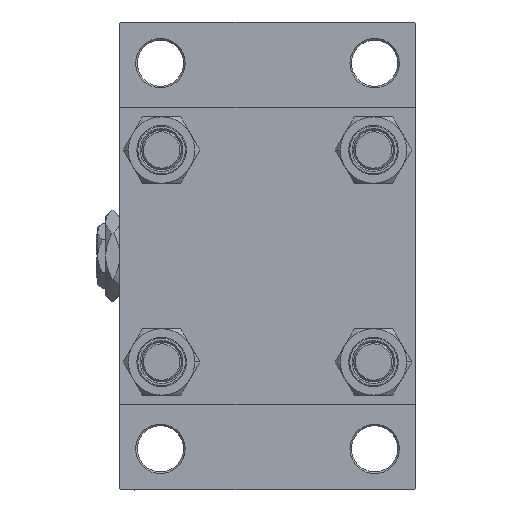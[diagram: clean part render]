
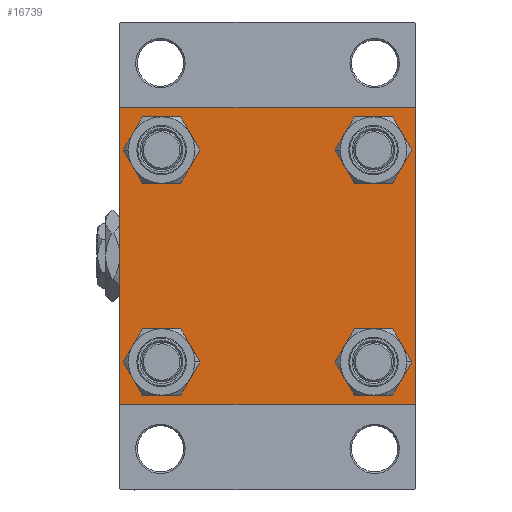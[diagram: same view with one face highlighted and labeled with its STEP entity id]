
A CAD part, left-side view. The second image highlights one B-rep face of the part: STEP entity #16739.
In plain terms, the highlighted planar face has unit normal (-1, 0, 0).
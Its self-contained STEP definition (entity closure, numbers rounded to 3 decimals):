
#538 = EDGE_LOOP ( 'NONE', ( #47938, #13054 ) ) ;
#895 = DIRECTION ( 'NONE',  ( 1., 0., 0. ) ) ;
#952 = CIRCLE ( 'NONE', #32052, 6.5 ) ;
#1495 = CARTESIAN_POINT ( 'NONE',  ( 0., -32.15, -32.15 ) ) ;
#1565 = CARTESIAN_POINT ( 'NONE',  ( 0., -32.15, 25.65 ) ) ;
#2676 = CARTESIAN_POINT ( 'NONE',  ( 0., -45., 44.5 ) ) ;
#3580 = DIRECTION ( 'NONE',  ( 1., 0., 0. ) ) ;
#3805 = EDGE_CURVE ( 'NONE', #4251, #46585, #19927, .T. ) ;
#4075 = DIRECTION ( 'NONE',  ( 0., -1., 0. ) ) ;
#4169 = VECTOR ( 'NONE', #42724, 1000. ) ;
#4251 = VERTEX_POINT ( 'NONE', #22965 ) ;
#4494 = DIRECTION ( 'NONE',  ( 1., 0., 0. ) ) ;
#4613 = ORIENTED_EDGE ( 'NONE', *, *, #10912, .T. ) ;
#4690 = CARTESIAN_POINT ( 'NONE',  ( 0., 45., 45. ) ) ;
#4790 = DIRECTION ( 'NONE',  ( 1., 0., 0. ) ) ;
#4834 = CARTESIAN_POINT ( 'NONE',  ( 0., 45., -45. ) ) ;
#4864 = EDGE_CURVE ( 'NONE', #34616, #44184, #8429, .T. ) ;
#5030 = DIRECTION ( 'NONE',  ( 0., -0.707, -0.707 ) ) ;
#5034 = DIRECTION ( 'NONE',  ( 0., 0., 1. ) ) ;
#6085 = AXIS2_PLACEMENT_3D ( 'NONE', #22303, #3580, #26805 ) ;
#6284 = CARTESIAN_POINT ( 'NONE',  ( 0., 45., -44.5 ) ) ;
#6482 = EDGE_CURVE ( 'NONE', #21910, #32002, #17080, .T. ) ;
#6615 = CARTESIAN_POINT ( 'NONE',  ( 0., -44.5, 45. ) ) ;
#6681 = AXIS2_PLACEMENT_3D ( 'NONE', #19867, #895, #33095 ) ;
#6756 = CARTESIAN_POINT ( 'NONE',  ( 0., 32.15, -25.65 ) ) ;
#7055 = AXIS2_PLACEMENT_3D ( 'NONE', #25379, #29378, #47888 ) ;
#7746 = VERTEX_POINT ( 'NONE', #1565 ) ;
#8185 = LINE ( 'NONE', #31179, #37862 ) ;
#8233 = CARTESIAN_POINT ( 'NONE',  ( 0., -44.75, -44.75 ) ) ;
#8429 = LINE ( 'NONE', #4690, #27018 ) ;
#8451 = CARTESIAN_POINT ( 'NONE',  ( 0., 32.15, 38.65 ) ) ;
#8841 = PLANE ( 'NONE',  #10573 ) ;
#8927 = CARTESIAN_POINT ( 'NONE',  ( 0., 44.5, 45. ) ) ;
#10573 = AXIS2_PLACEMENT_3D ( 'NONE', #21055, #24070, #39316 ) ;
#10912 = EDGE_CURVE ( 'NONE', #34616, #27006, #38282, .T. ) ;
#11767 = DIRECTION ( 'NONE',  ( 1., 0., 0. ) ) ;
#12092 = LINE ( 'NONE', #23587, #33245 ) ;
#12324 = DIRECTION ( 'NONE',  ( 1., 0., 0. ) ) ;
#12516 = EDGE_CURVE ( 'NONE', #20242, #7746, #36086, .T. ) ;
#12714 = VECTOR ( 'NONE', #20085, 1000. ) ;
#12828 = CARTESIAN_POINT ( 'NONE',  ( 0., -45., 45. ) ) ;
#13032 = CARTESIAN_POINT ( 'NONE',  ( 0., -32.15, -25.65 ) ) ;
#13054 = ORIENTED_EDGE ( 'NONE', *, *, #3805, .T. ) ;
#13776 = DIRECTION ( 'NONE',  ( 0., 0., 1. ) ) ;
#14028 = AXIS2_PLACEMENT_3D ( 'NONE', #23762, #11767, #30772 ) ;
#14768 = ORIENTED_EDGE ( 'NONE', *, *, #25182, .T. ) ;
#14967 = ORIENTED_EDGE ( 'NONE', *, *, #6482, .F. ) ;
#14976 = LINE ( 'NONE', #8233, #4169 ) ;
#15754 = CARTESIAN_POINT ( 'NONE',  ( 0., 32.15, 32.15 ) ) ;
#15965 = DIRECTION ( 'NONE',  ( 0., 0., 1. ) ) ;
#16252 = CARTESIAN_POINT ( 'NONE',  ( 0., 44.75, -44.75 ) ) ;
#16702 = ORIENTED_EDGE ( 'NONE', *, *, #37742, .T. ) ;
#16739 = ADVANCED_FACE ( 'NONE', ( #43082, #27841, #17073, #31836, #36065 ), #8841, .T. ) ;
#17073 = FACE_BOUND ( 'NONE', #538, .T. ) ;
#17080 = LINE ( 'NONE', #12828, #12714 ) ;
#17296 = DIRECTION ( 'NONE',  ( 1., 0., 0. ) ) ;
#17765 = CARTESIAN_POINT ( 'NONE',  ( 0., 44.5, -45. ) ) ;
#18955 = VERTEX_POINT ( 'NONE', #8451 ) ;
#19867 = CARTESIAN_POINT ( 'NONE',  ( 0., 32.15, 32.15 ) ) ;
#19912 = DIRECTION ( 'NONE',  ( 0., -1., 0. ) ) ;
#19927 = CIRCLE ( 'NONE', #7055, 6.5 ) ;
#19932 = EDGE_LOOP ( 'NONE', ( #34623, #27143, #22468, #43832, #14967, #29489, #24746, #4613 ) ) ;
#20085 = DIRECTION ( 'NONE',  ( 0., 0., -1. ) ) ;
#20242 = VERTEX_POINT ( 'NONE', #34129 ) ;
#21055 = CARTESIAN_POINT ( 'NONE',  ( 0., 0., 0. ) ) ;
#21538 = EDGE_LOOP ( 'NONE', ( #35888, #48677 ) ) ;
#21910 = VERTEX_POINT ( 'NONE', #2676 ) ;
#21951 = VECTOR ( 'NONE', #5030, 1000. ) ;
#22303 = CARTESIAN_POINT ( 'NONE',  ( 0., -32.15, -32.15 ) ) ;
#22326 = EDGE_CURVE ( 'NONE', #35083, #40840, #31309, .T. ) ;
#22468 = ORIENTED_EDGE ( 'NONE', *, *, #22326, .T. ) ;
#22965 = CARTESIAN_POINT ( 'NONE',  ( 0., 32.15, -38.65 ) ) ;
#23236 = AXIS2_PLACEMENT_3D ( 'NONE', #43571, #12324, #42825 ) ;
#23300 = AXIS2_PLACEMENT_3D ( 'NONE', #28564, #17296, #13776 ) ;
#23471 = EDGE_LOOP ( 'NONE', ( #16702, #30263 ) ) ;
#23587 = CARTESIAN_POINT ( 'NONE',  ( 0., -44.75, 44.75 ) ) ;
#23762 = CARTESIAN_POINT ( 'NONE',  ( 0., 32.15, -32.15 ) ) ;
#24070 = DIRECTION ( 'NONE',  ( -1., 0., 0. ) ) ;
#24746 = ORIENTED_EDGE ( 'NONE', *, *, #4864, .F. ) ;
#25182 = EDGE_CURVE ( 'NONE', #49283, #31902, #47579, .T. ) ;
#25379 = CARTESIAN_POINT ( 'NONE',  ( 0., 32.15, -32.15 ) ) ;
#25923 = VECTOR ( 'NONE', #4075, 1000. ) ;
#26805 = DIRECTION ( 'NONE',  ( 0., 0., 1. ) ) ;
#27006 = VERTEX_POINT ( 'NONE', #45085 ) ;
#27018 = VECTOR ( 'NONE', #19912, 1000. ) ;
#27143 = ORIENTED_EDGE ( 'NONE', *, *, #45536, .T. ) ;
#27236 = VECTOR ( 'NONE', #35729, 1000. ) ;
#27841 = FACE_BOUND ( 'NONE', #36432, .T. ) ;
#28564 = CARTESIAN_POINT ( 'NONE',  ( 0., -32.15, 32.15 ) ) ;
#28865 = CIRCLE ( 'NONE', #23236, 6.5 ) ;
#29378 = DIRECTION ( 'NONE',  ( 1., 0., 0. ) ) ;
#29489 = ORIENTED_EDGE ( 'NONE', *, *, #48143, .T. ) ;
#29886 = EDGE_CURVE ( 'NONE', #46459, #18955, #952, .T. ) ;
#30263 = ORIENTED_EDGE ( 'NONE', *, *, #29886, .T. ) ;
#30772 = DIRECTION ( 'NONE',  ( 0., 0., 1. ) ) ;
#30878 = CIRCLE ( 'NONE', #48468, 6.5 ) ;
#31179 = CARTESIAN_POINT ( 'NONE',  ( 0., 45., 45. ) ) ;
#31309 = LINE ( 'NONE', #4834, #25923 ) ;
#31836 = FACE_BOUND ( 'NONE', #23471, .T. ) ;
#31902 = VERTEX_POINT ( 'NONE', #39452 ) ;
#32002 = VERTEX_POINT ( 'NONE', #33205 ) ;
#32052 = AXIS2_PLACEMENT_3D ( 'NONE', #15754, #4790, #5034 ) ;
#32497 = EDGE_CURVE ( 'NONE', #7746, #20242, #28865, .T. ) ;
#33095 = DIRECTION ( 'NONE',  ( 0., 0., 1. ) ) ;
#33205 = CARTESIAN_POINT ( 'NONE',  ( 0., -45., -44.5 ) ) ;
#33245 = VECTOR ( 'NONE', #38834, 1000. ) ;
#34129 = CARTESIAN_POINT ( 'NONE',  ( 0., -32.15, 38.65 ) ) ;
#34243 = EDGE_CURVE ( 'NONE', #40840, #32002, #14976, .T. ) ;
#34616 = VERTEX_POINT ( 'NONE', #8927 ) ;
#34623 = ORIENTED_EDGE ( 'NONE', *, *, #40030, .T. ) ;
#35083 = VERTEX_POINT ( 'NONE', #17765 ) ;
#35248 = ORIENTED_EDGE ( 'NONE', *, *, #48669, .T. ) ;
#35729 = DIRECTION ( 'NONE',  ( 0., 0.707, -0.707 ) ) ;
#35888 = ORIENTED_EDGE ( 'NONE', *, *, #12516, .T. ) ;
#36013 = VERTEX_POINT ( 'NONE', #6284 ) ;
#36065 = FACE_OUTER_BOUND ( 'NONE', #19932, .T. ) ;
#36086 = CIRCLE ( 'NONE', #23300, 6.5 ) ;
#36432 = EDGE_LOOP ( 'NONE', ( #14768, #35248 ) ) ;
#37742 = EDGE_CURVE ( 'NONE', #18955, #46459, #44992, .T. ) ;
#37862 = VECTOR ( 'NONE', #46430, 1000. ) ;
#38282 = LINE ( 'NONE', #49300, #27236 ) ;
#38834 = DIRECTION ( 'NONE',  ( 0., 0.707, 0.707 ) ) ;
#39316 = DIRECTION ( 'NONE',  ( 0., 0., 1. ) ) ;
#39452 = CARTESIAN_POINT ( 'NONE',  ( 0., -32.15, -38.65 ) ) ;
#40030 = EDGE_CURVE ( 'NONE', #27006, #36013, #8185, .T. ) ;
#40840 = VERTEX_POINT ( 'NONE', #43926 ) ;
#41963 = CIRCLE ( 'NONE', #14028, 6.5 ) ;
#42510 = CARTESIAN_POINT ( 'NONE',  ( 0., 32.15, 25.65 ) ) ;
#42724 = DIRECTION ( 'NONE',  ( 0., -0.707, 0.707 ) ) ;
#42825 = DIRECTION ( 'NONE',  ( 0., 0., 1. ) ) ;
#43082 = FACE_BOUND ( 'NONE', #21538, .T. ) ;
#43571 = CARTESIAN_POINT ( 'NONE',  ( 0., -32.15, 32.15 ) ) ;
#43832 = ORIENTED_EDGE ( 'NONE', *, *, #34243, .T. ) ;
#43926 = CARTESIAN_POINT ( 'NONE',  ( 0., -44.5, -45. ) ) ;
#44184 = VERTEX_POINT ( 'NONE', #6615 ) ;
#44992 = CIRCLE ( 'NONE', #6681, 6.5 ) ;
#45085 = CARTESIAN_POINT ( 'NONE',  ( 0., 45., 44.5 ) ) ;
#45536 = EDGE_CURVE ( 'NONE', #36013, #35083, #46763, .T. ) ;
#46359 = EDGE_CURVE ( 'NONE', #46585, #4251, #41963, .T. ) ;
#46430 = DIRECTION ( 'NONE',  ( 0., 0., -1. ) ) ;
#46459 = VERTEX_POINT ( 'NONE', #42510 ) ;
#46585 = VERTEX_POINT ( 'NONE', #6756 ) ;
#46763 = LINE ( 'NONE', #16252, #21951 ) ;
#47579 = CIRCLE ( 'NONE', #6085, 6.5 ) ;
#47888 = DIRECTION ( 'NONE',  ( 0., 0., 1. ) ) ;
#47938 = ORIENTED_EDGE ( 'NONE', *, *, #46359, .T. ) ;
#48143 = EDGE_CURVE ( 'NONE', #21910, #44184, #12092, .T. ) ;
#48468 = AXIS2_PLACEMENT_3D ( 'NONE', #1495, #4494, #15965 ) ;
#48669 = EDGE_CURVE ( 'NONE', #31902, #49283, #30878, .T. ) ;
#48677 = ORIENTED_EDGE ( 'NONE', *, *, #32497, .T. ) ;
#49283 = VERTEX_POINT ( 'NONE', #13032 ) ;
#49300 = CARTESIAN_POINT ( 'NONE',  ( 0., 44.75, 44.75 ) ) ;
